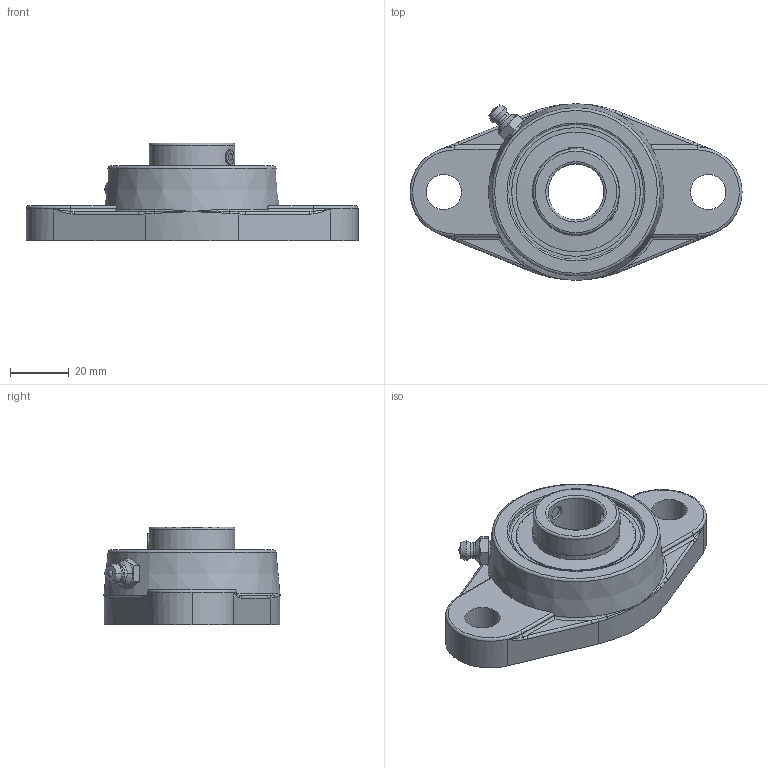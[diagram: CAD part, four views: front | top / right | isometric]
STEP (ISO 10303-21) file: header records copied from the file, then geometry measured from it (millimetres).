
FILE_DESCRIPTION(('HOOPS Exchange Step'),'2;1');
FILE_NAME('export-E3E992B5-CB05-4E65-9536-EA18B128835B.stp','2019-12-13T08:18:53-08:00',('ibuslach'),('Alibre'),'HOOPS Exchange 2019.2','Alibre','Unknown authorisation');
FILE_SCHEMA( ('AP242_MANAGED_MODEL_BASED_3D_ENGINEERING_MIM_LF {1 0 10303 442 1 1 4 }') );
Length unit declared in the file: centimetre
Products named in the file (7): MRN SFL 204; UCP ZERK 6mm; SUC 204-12 RACES; SUC 201 SS; SUC 201 SHIELD; MRN SUC 204-12; MRN SUCFL 204-12
Assembly tree (8 placements, depth 3):
  MRN SUCFL 204-12
    MRN SFL 204
    UCP ZERK 6mm
    MRN SUC 204-12
      SUC 204-12 RACES
      SUC 201 SS  x2
      SUC 201 SHIELD  x2
Bounding box: 113 x 60 x 33.3 mm (x, y, z)
Volume: 65604.4 mm3; surface area: 30761 mm2
Topology: 8 solids, 8 shells, 180 faces, 472 edges, 303 vertices
Faces by surface type: plane 60, cylinder 52, bspline 24, torus 22, cone 17, sphere 5
Full cylindrical faces by diameter (mm): 1.502 x2, 4.917 x4, 5.994 x1, 6 x1, 12 x2, 19.05 x1, 29.21 x3, 29.718 x2, 40 x1, 40.792 x2, 45.974 x1, 48 x1
Entity records: 10382 total; most frequent: CARTESIAN_POINT 6262, ORIENTED_EDGE 838, DIRECTION 829, EDGE_CURVE 419, AXIS2_PLACEMENT_3D 350, VERTEX_POINT 272, EDGE_LOOP 187, FACE_BOUND 187
